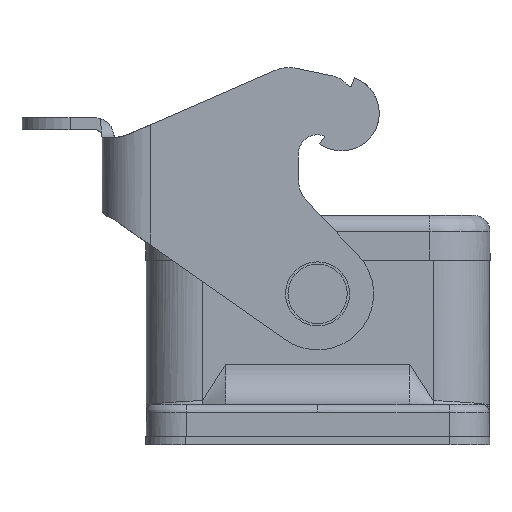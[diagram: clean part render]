
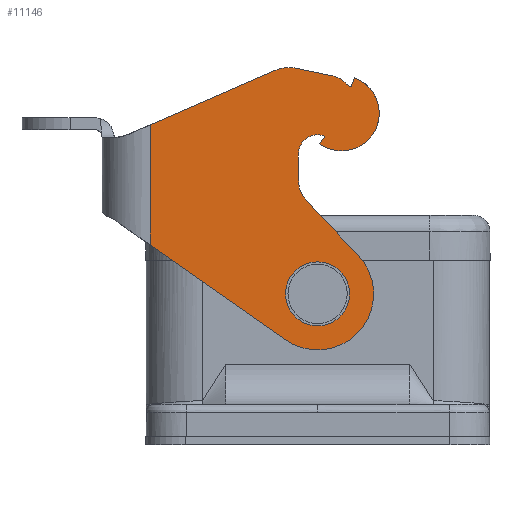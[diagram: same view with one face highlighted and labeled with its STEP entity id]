
A CAD part, left-side view. The second image highlights one B-rep face of the part: STEP entity #11146.
In plain terms, the highlighted planar face has unit normal (-1, 0, 0).
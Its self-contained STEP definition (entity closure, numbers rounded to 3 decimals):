
#6944=(
BOUNDED_CURVE()
B_SPLINE_CURVE(2,(#30175,#30176,#30177),.UNSPECIFIED.,.F.,.F.)
B_SPLINE_CURVE_WITH_KNOTS((3,3),(0.,1.),.UNSPECIFIED.)
CURVE()
GEOMETRIC_REPRESENTATION_ITEM()
RATIONAL_B_SPLINE_CURVE((1.,1.,1.))
REPRESENTATION_ITEM('')
);
#7272=PLANE('',#22320);
#8765=LINE('',#30146,#10025);
#8766=LINE('',#30149,#10026);
#8767=LINE('',#30153,#10027);
#8768=LINE('',#30157,#10028);
#8769=LINE('',#30163,#10029);
#8770=LINE('',#30173,#10030);
#8771=LINE('',#30183,#10031);
#8772=LINE('',#30187,#10032);
#10025=VECTOR('',#24358,1.);
#10026=VECTOR('',#24359,1.);
#10027=VECTOR('',#24362,1.);
#10028=VECTOR('',#24365,1.);
#10029=VECTOR('',#24370,1.);
#10030=VECTOR('',#24379,1.);
#10031=VECTOR('',#24384,1.);
#10032=VECTOR('',#24387,1.);
#11146=ADVANCED_FACE('',(#12018,#12019),#7272,.T.);
#12018=FACE_BOUND('',#12582,.T.);
#12019=FACE_BOUND('',#12583,.T.);
#12582=EDGE_LOOP('',(#14957));
#12583=EDGE_LOOP('',(#14958,#14959,#14960,#14961,#14962,#14963,#14964,#14965,
#14966,#14967,#14968,#14969,#14970,#14971,#14972,#14973,#14974,#14975,#14976,
#14977));
#14957=ORIENTED_EDGE('',*,*,#20046,.F.);
#14958=ORIENTED_EDGE('',*,*,#20047,.T.);
#14959=ORIENTED_EDGE('',*,*,#20048,.T.);
#14960=ORIENTED_EDGE('',*,*,#20049,.T.);
#14961=ORIENTED_EDGE('',*,*,#20050,.T.);
#14962=ORIENTED_EDGE('',*,*,#20051,.T.);
#14963=ORIENTED_EDGE('',*,*,#20052,.T.);
#14964=ORIENTED_EDGE('',*,*,#20053,.T.);
#14965=ORIENTED_EDGE('',*,*,#20054,.T.);
#14966=ORIENTED_EDGE('',*,*,#20055,.T.);
#14967=ORIENTED_EDGE('',*,*,#20056,.T.);
#14968=ORIENTED_EDGE('',*,*,#20057,.T.);
#14969=ORIENTED_EDGE('',*,*,#20058,.T.);
#14970=ORIENTED_EDGE('',*,*,#20059,.T.);
#14971=ORIENTED_EDGE('',*,*,#20060,.T.);
#14972=ORIENTED_EDGE('',*,*,#20061,.T.);
#14973=ORIENTED_EDGE('',*,*,#20062,.T.);
#14974=ORIENTED_EDGE('',*,*,#20063,.T.);
#14975=ORIENTED_EDGE('',*,*,#20064,.T.);
#14976=ORIENTED_EDGE('',*,*,#20065,.T.);
#14977=ORIENTED_EDGE('',*,*,#20066,.T.);
#18292=VERTEX_POINT('',#30145);
#18293=VERTEX_POINT('',#30147);
#18294=VERTEX_POINT('',#30148);
#18295=VERTEX_POINT('',#30150);
#18296=VERTEX_POINT('',#30152);
#18297=VERTEX_POINT('',#30154);
#18298=VERTEX_POINT('',#30156);
#18299=VERTEX_POINT('',#30158);
#18300=VERTEX_POINT('',#30160);
#18301=VERTEX_POINT('',#30162);
#18302=VERTEX_POINT('',#30164);
#18303=VERTEX_POINT('',#30166);
#18304=VERTEX_POINT('',#30168);
#18305=VERTEX_POINT('',#30170);
#18306=VERTEX_POINT('',#30172);
#18307=VERTEX_POINT('',#30174);
#18308=VERTEX_POINT('',#30178);
#18309=VERTEX_POINT('',#30180);
#18310=VERTEX_POINT('',#30182);
#18311=VERTEX_POINT('',#30184);
#18312=VERTEX_POINT('',#30186);
#20046=EDGE_CURVE('',#18292,#18292,#21579,.T.);
#20047=EDGE_CURVE('',#18293,#18294,#8765,.T.);
#20048=EDGE_CURVE('',#18294,#18295,#8766,.T.);
#20049=EDGE_CURVE('',#18295,#18296,#21580,.T.);
#20050=EDGE_CURVE('',#18296,#18297,#8767,.T.);
#20051=EDGE_CURVE('',#18297,#18298,#21581,.T.);
#20052=EDGE_CURVE('',#18298,#18299,#8768,.T.);
#20053=EDGE_CURVE('',#18299,#18300,#21582,.T.);
#20054=EDGE_CURVE('',#18300,#18301,#21583,.T.);
#20055=EDGE_CURVE('',#18301,#18302,#8769,.T.);
#20056=EDGE_CURVE('',#18302,#18303,#21584,.T.);
#20057=EDGE_CURVE('',#18303,#18304,#21585,.T.);
#20058=EDGE_CURVE('',#18304,#18305,#21586,.T.);
#20059=EDGE_CURVE('',#18305,#18306,#21587,.T.);
#20060=EDGE_CURVE('',#18306,#18307,#8770,.T.);
#20061=EDGE_CURVE('',#18307,#18308,#6944,.T.);
#20062=EDGE_CURVE('',#18308,#18309,#21588,.T.);
#20063=EDGE_CURVE('',#18309,#18310,#21589,.T.);
#20064=EDGE_CURVE('',#18310,#18311,#8771,.T.);
#20065=EDGE_CURVE('',#18311,#18312,#21590,.T.);
#20066=EDGE_CURVE('',#18312,#18293,#8772,.T.);
#21579=CIRCLE('',#22308,4.);
#21580=CIRCLE('',#22309,7.);
#21581=CIRCLE('',#22310,4.);
#21582=CIRCLE('',#22311,2.4);
#21583=CIRCLE('',#22312,2.4);
#21584=CIRCLE('',#22313,4.7);
#21585=CIRCLE('',#22314,4.7);
#21586=CIRCLE('',#22315,4.7);
#21587=CIRCLE('',#22316,4.7);
#21588=CIRCLE('',#22317,1.);
#21589=CIRCLE('',#22318,3.);
#21590=CIRCLE('',#22319,4.);
#22308=AXIS2_PLACEMENT_3D('',#30144,#24356,#24357);
#22309=AXIS2_PLACEMENT_3D('',#30151,#24360,#24361);
#22310=AXIS2_PLACEMENT_3D('',#30155,#24363,#24364);
#22311=AXIS2_PLACEMENT_3D('',#30159,#24366,#24367);
#22312=AXIS2_PLACEMENT_3D('',#30161,#24368,#24369);
#22313=AXIS2_PLACEMENT_3D('',#30165,#24371,#24372);
#22314=AXIS2_PLACEMENT_3D('',#30167,#24373,#24374);
#22315=AXIS2_PLACEMENT_3D('',#30169,#24375,#24376);
#22316=AXIS2_PLACEMENT_3D('',#30171,#24377,#24378);
#22317=AXIS2_PLACEMENT_3D('',#30179,#24380,#24381);
#22318=AXIS2_PLACEMENT_3D('',#30181,#24382,#24383);
#22319=AXIS2_PLACEMENT_3D('',#30185,#24385,#24386);
#22320=AXIS2_PLACEMENT_3D('',#30188,#24388,#24389);
#24356=DIRECTION('',(-1.,0.,0.));
#24357=DIRECTION('',(0.,0.,1.));
#24358=DIRECTION('',(0.,0.,-1.));
#24359=DIRECTION('',(0.,-0.819,-0.574));
#24360=DIRECTION('',(-1.,0.,0.));
#24361=DIRECTION('',(0.,0.574,-0.819));
#24362=DIRECTION('',(0.,0.69,0.724));
#24363=DIRECTION('',(1.,0.,0.));
#24364=DIRECTION('',(0.,0.724,-0.69));
#24365=DIRECTION('',(0.,0.,1.));
#24366=DIRECTION('',(1.,0.,0.));
#24367=DIRECTION('',(0.,1.,0.));
#24368=DIRECTION('',(1.,0.,0.));
#24369=DIRECTION('',(0.,0.321,0.947));
#24370=DIRECTION('',(0.,0.588,-0.809));
#24371=DIRECTION('',(-1.,0.,0.));
#24372=DIRECTION('',(0.,0.588,-0.809));
#24373=DIRECTION('',(-1.,0.,0.));
#24374=DIRECTION('',(0.,0.399,-0.917));
#24375=DIRECTION('',(-1.,0.,0.));
#24376=DIRECTION('',(0.,0.136,-0.991));
#24377=DIRECTION('',(-1.,0.,0.));
#24378=DIRECTION('',(0.,-0.076,-0.997));
#24379=DIRECTION('',(0.,0.342,-0.94));
#24380=DIRECTION('',(1.,0.,0.));
#24381=DIRECTION('',(0.,0.304,-0.953));
#24382=DIRECTION('',(-1.,0.,0.));
#24383=DIRECTION('',(0.,-0.767,0.642));
#24384=DIRECTION('',(0.,0.979,0.204));
#24385=DIRECTION('',(-1.,0.,0.));
#24386=DIRECTION('',(0.,-0.204,0.979));
#24387=DIRECTION('',(0.,0.917,-0.399));
#24388=DIRECTION('',(-1.,0.,0.));
#24389=DIRECTION('',(0.,-1.,0.));
#30144=CARTESIAN_POINT('',(-34.2,0.024,17.81));
#30145=CARTESIAN_POINT('',(-34.2,0.024,21.81));
#30146=CARTESIAN_POINT('',(-34.2,20.924,38.906));
#30147=CARTESIAN_POINT('',(-34.2,20.924,38.906));
#30148=CARTESIAN_POINT('',(-34.2,20.924,23.906));
#30149=CARTESIAN_POINT('',(-34.2,20.924,23.906));
#30150=CARTESIAN_POINT('',(-34.2,4.04,12.077));
#30151=CARTESIAN_POINT('',(-34.2,0.024,17.81));
#30152=CARTESIAN_POINT('',(-34.2,-5.043,22.639));
#30153=CARTESIAN_POINT('',(-34.2,-5.043,22.639));
#30154=CARTESIAN_POINT('',(-34.2,1.319,29.315));
#30155=CARTESIAN_POINT('',(-34.2,-1.576,32.075));
#30156=CARTESIAN_POINT('',(-34.2,2.424,32.075));
#30157=CARTESIAN_POINT('',(-34.2,2.424,32.075));
#30158=CARTESIAN_POINT('',(-34.2,2.424,35.275));
#30159=CARTESIAN_POINT('',(-34.2,0.024,35.275));
#30160=CARTESIAN_POINT('',(-34.2,0.793,37.548));
#30161=CARTESIAN_POINT('',(-34.2,0.024,35.275));
#30162=CARTESIAN_POINT('',(-34.2,-0.896,37.492));
#30163=CARTESIAN_POINT('',(-34.2,-0.896,37.492));
#30164=CARTESIAN_POINT('',(-34.2,-0.214,36.553));
#30165=CARTESIAN_POINT('',(-34.2,-2.976,40.355));
#30166=CARTESIAN_POINT('',(-34.2,-1.099,36.047));
#30167=CARTESIAN_POINT('',(-34.2,-2.976,40.355));
#30168=CARTESIAN_POINT('',(-34.2,-2.338,35.699));
#30169=CARTESIAN_POINT('',(-34.2,-2.976,40.355));
#30170=CARTESIAN_POINT('',(-34.2,-3.332,35.669));
#30171=CARTESIAN_POINT('',(-34.2,-2.976,40.355));
#30172=CARTESIAN_POINT('',(-34.2,-4.584,44.772));
#30173=CARTESIAN_POINT('',(-34.2,-4.584,44.772));
#30174=CARTESIAN_POINT('',(-34.2,-4.173,43.644));
#30175=CARTESIAN_POINT('',(-34.2,-4.173,43.644));
#30176=CARTESIAN_POINT('',(-34.2,-4.106,43.669));
#30177=CARTESIAN_POINT('',(-34.2,-4.039,43.69));
#30178=CARTESIAN_POINT('',(-34.2,-4.039,43.69));
#30179=CARTESIAN_POINT('',(-34.2,-4.342,44.643));
#30180=CARTESIAN_POINT('',(-34.2,-3.576,44.001));
#30181=CARTESIAN_POINT('',(-34.2,-1.276,42.075));
#30182=CARTESIAN_POINT('',(-34.2,-1.888,45.012));
#30183=CARTESIAN_POINT('',(-34.2,-1.888,45.012));
#30184=CARTESIAN_POINT('',(-34.2,2.808,45.991));
#30185=CARTESIAN_POINT('',(-34.2,3.624,42.075));
#30186=CARTESIAN_POINT('',(-34.2,5.221,45.743));
#30187=CARTESIAN_POINT('',(-34.2,5.221,45.743));
#30188=CARTESIAN_POINT('',(-34.2,21.611,9.928));
